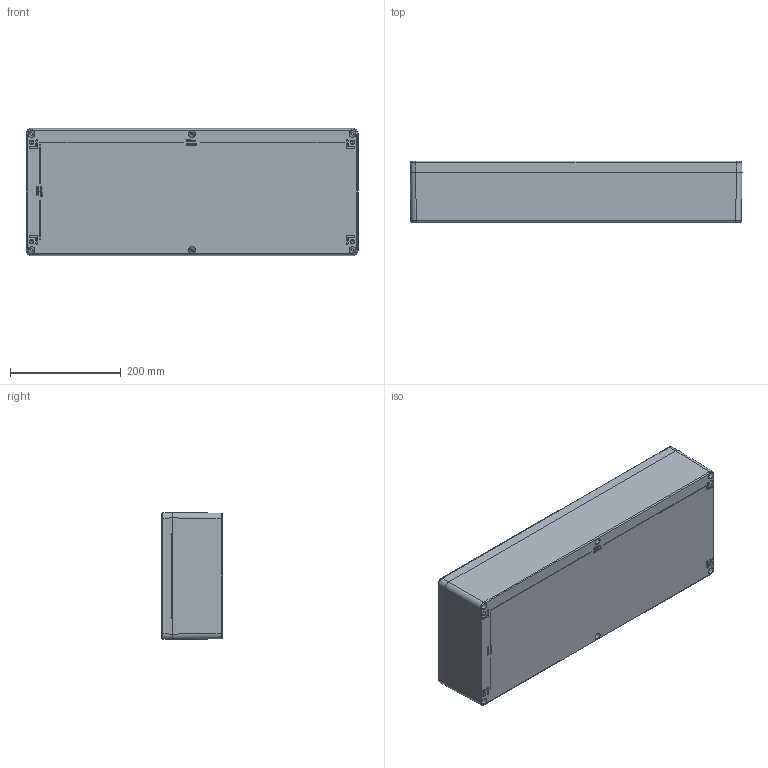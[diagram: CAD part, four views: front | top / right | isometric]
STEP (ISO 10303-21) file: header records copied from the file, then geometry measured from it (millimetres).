
FILE_DESCRIPTION (( 'STEP AP214' ), '1' );
FILE_NAME ('01236011.STEP', '2009-03-05T15:17:56', ( ' ' ), ( '' ), 'SwSTEP 2.0', 'SolidWorks 2008', '' );
FILE_SCHEMA (( 'AUTOMOTIVE_DESIGN' ));
Products named in the file (6): 93134_Standard; 04064_Standard; 82009_Standard; 03064_Standard; 01236011
Assembly tree (10 placements, depth 3):
  01236011
    93134_Standard  x6
    04064_Standard
      04064_Standard
    82009_Standard
    03064_Standard
Bounding box: 600 x 111 x 230 mm (x, y, z)
Volume: 2547827.8 mm3; surface area: 931085.4 mm2
Topology: 9 solids, 9 shells, 1647 faces, 4004 edges, 2434 vertices
Faces by surface type: bspline 532, plane 441, cylinder 296, torus 190, cone 188
Entity records: 75295 total; most frequent: CARTESIAN_POINT 44069, ORIENTED_EDGE 7178, DIRECTION 5405, EDGE_CURVE 3589, VERTEX_POINT 2184, AXIS2_PLACEMENT_3D 2079, EDGE_LOOP 1603, ADVANCED_FACE 1492
